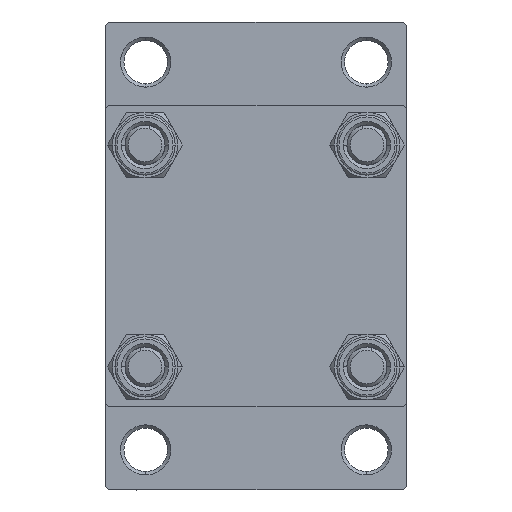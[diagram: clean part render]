
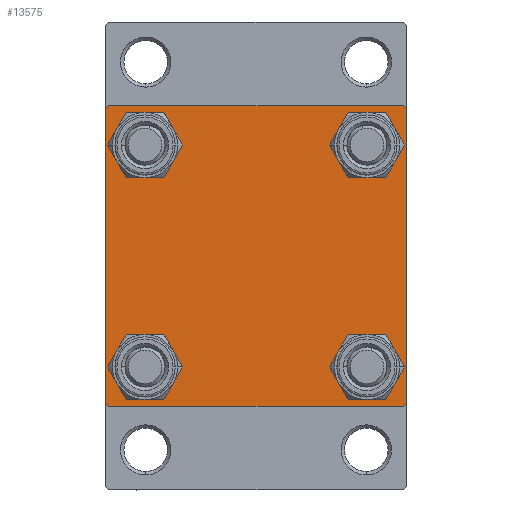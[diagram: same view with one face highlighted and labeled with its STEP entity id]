
A CAD part, left-side view. The second image highlights one B-rep face of the part: STEP entity #13575.
In plain terms, the highlighted planar face has unit normal (-1, 0, 0).
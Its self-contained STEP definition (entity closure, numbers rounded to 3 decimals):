
#135 = DIRECTION ( 'NONE',  ( 0., 0., -1. ) ) ;
#814 = CARTESIAN_POINT ( 'NONE',  ( 0., -16.6, -13.1 ) ) ;
#850 = DIRECTION ( 'NONE',  ( 0., 0., 1. ) ) ;
#925 = CARTESIAN_POINT ( 'NONE',  ( 0., -16.6, 16.6 ) ) ;
#1595 = CARTESIAN_POINT ( 'NONE',  ( 0., -22., 22.5 ) ) ;
#1607 = DIRECTION ( 'NONE',  ( 0., -1., 0. ) ) ;
#1626 = VERTEX_POINT ( 'NONE', #814 ) ;
#1832 = CARTESIAN_POINT ( 'NONE',  ( 0., -16.6, 13.1 ) ) ;
#1951 = DIRECTION ( 'NONE',  ( -1., 0., 0. ) ) ;
#2118 = ORIENTED_EDGE ( 'NONE', *, *, #24582, .T. ) ;
#2419 = FACE_BOUND ( 'NONE', #5379, .T. ) ;
#3109 = CIRCLE ( 'NONE', #42307, 3.5 ) ;
#3508 = CARTESIAN_POINT ( 'NONE',  ( 0., 16.6, -13.1 ) ) ;
#4092 = VERTEX_POINT ( 'NONE', #1832 ) ;
#4148 = ORIENTED_EDGE ( 'NONE', *, *, #26806, .T. ) ;
#4495 = VERTEX_POINT ( 'NONE', #24866 ) ;
#4774 = LINE ( 'NONE', #30738, #45436 ) ;
#4881 = VERTEX_POINT ( 'NONE', #7463 ) ;
#5379 = EDGE_LOOP ( 'NONE', ( #30429, #6452 ) ) ;
#5581 = EDGE_CURVE ( 'NONE', #4881, #31857, #32143, .T. ) ;
#5645 = CARTESIAN_POINT ( 'NONE',  ( 0., 16.6, -16.6 ) ) ;
#5668 = CARTESIAN_POINT ( 'NONE',  ( 0., 22.25, 22.25 ) ) ;
#6036 = FACE_BOUND ( 'NONE', #9929, .T. ) ;
#6258 = ORIENTED_EDGE ( 'NONE', *, *, #19103, .T. ) ;
#6452 = ORIENTED_EDGE ( 'NONE', *, *, #5581, .T. ) ;
#6770 = DIRECTION ( 'NONE',  ( 1., 0., 0. ) ) ;
#7371 = DIRECTION ( 'NONE',  ( 1., 0., 0. ) ) ;
#7463 = CARTESIAN_POINT ( 'NONE',  ( 0., 16.6, 13.1 ) ) ;
#8000 = DIRECTION ( 'NONE',  ( 0., 0., 1. ) ) ;
#8581 = CIRCLE ( 'NONE', #11660, 3.5 ) ;
#9074 = EDGE_CURVE ( 'NONE', #45920, #4092, #11521, .T. ) ;
#9323 = ORIENTED_EDGE ( 'NONE', *, *, #47546, .T. ) ;
#9425 = CARTESIAN_POINT ( 'NONE',  ( 0., 16.6, 16.6 ) ) ;
#9685 = ORIENTED_EDGE ( 'NONE', *, *, #37905, .T. ) ;
#9693 = VERTEX_POINT ( 'NONE', #30306 ) ;
#9733 = VECTOR ( 'NONE', #35551, 1000. ) ;
#9929 = EDGE_LOOP ( 'NONE', ( #2118, #31365 ) ) ;
#10025 = VECTOR ( 'NONE', #12618, 1000. ) ;
#10613 = EDGE_CURVE ( 'NONE', #1626, #15074, #3109, .T. ) ;
#10730 = CARTESIAN_POINT ( 'NONE',  ( 0., 22.5, 22.5 ) ) ;
#11386 = AXIS2_PLACEMENT_3D ( 'NONE', #15937, #30626, #8000 ) ;
#11439 = DIRECTION ( 'NONE',  ( 0., 0., 1. ) ) ;
#11521 = CIRCLE ( 'NONE', #46089, 3.5 ) ;
#11630 = EDGE_CURVE ( 'NONE', #45912, #17404, #39682, .T. ) ;
#11660 = AXIS2_PLACEMENT_3D ( 'NONE', #33106, #14576, #11439 ) ;
#12259 = AXIS2_PLACEMENT_3D ( 'NONE', #5645, #34283, #28009 ) ;
#12330 = LINE ( 'NONE', #42400, #16477 ) ;
#12618 = DIRECTION ( 'NONE',  ( 0., 0.707, 0.707 ) ) ;
#12939 = VERTEX_POINT ( 'NONE', #41539 ) ;
#13575 = ADVANCED_FACE ( 'NONE', ( #20004, #45516, #6036, #2419, #45992 ), #17100, .T. ) ;
#13863 = VECTOR ( 'NONE', #26781, 1000. ) ;
#14576 = DIRECTION ( 'NONE',  ( 1., 0., 0. ) ) ;
#15074 = VERTEX_POINT ( 'NONE', #32435 ) ;
#15162 = CARTESIAN_POINT ( 'NONE',  ( 0., -22.5, -22. ) ) ;
#15373 = CIRCLE ( 'NONE', #42279, 3.5 ) ;
#15474 = AXIS2_PLACEMENT_3D ( 'NONE', #9425, #22746, #38546 ) ;
#15847 = ORIENTED_EDGE ( 'NONE', *, *, #23231, .F. ) ;
#15937 = CARTESIAN_POINT ( 'NONE',  ( 0., 16.6, 16.6 ) ) ;
#16477 = VECTOR ( 'NONE', #46016, 1000. ) ;
#16480 = LINE ( 'NONE', #46312, #10025 ) ;
#16894 = CIRCLE ( 'NONE', #12259, 3.5 ) ;
#17100 = PLANE ( 'NONE',  #43170 ) ;
#17404 = VERTEX_POINT ( 'NONE', #1595 ) ;
#17704 = LINE ( 'NONE', #10730, #34002 ) ;
#17957 = VECTOR ( 'NONE', #23237, 1000. ) ;
#18869 = VERTEX_POINT ( 'NONE', #40145 ) ;
#19103 = EDGE_CURVE ( 'NONE', #21084, #12939, #17704, .T. ) ;
#19574 = CIRCLE ( 'NONE', #21088, 3.5 ) ;
#20004 = FACE_BOUND ( 'NONE', #38764, .T. ) ;
#20474 = DIRECTION ( 'NONE',  ( 0., 0., 1. ) ) ;
#20653 = ORIENTED_EDGE ( 'NONE', *, *, #9074, .T. ) ;
#21084 = VERTEX_POINT ( 'NONE', #44281 ) ;
#21088 = AXIS2_PLACEMENT_3D ( 'NONE', #29742, #7371, #850 ) ;
#21168 = CARTESIAN_POINT ( 'NONE',  ( 0., 22.5, 22.5 ) ) ;
#21385 = CARTESIAN_POINT ( 'NONE',  ( 0., 16.6, 20.1 ) ) ;
#22457 = LINE ( 'NONE', #37606, #13863 ) ;
#22746 = DIRECTION ( 'NONE',  ( 1., 0., 0. ) ) ;
#23231 = EDGE_CURVE ( 'NONE', #4495, #27224, #12330, .T. ) ;
#23237 = DIRECTION ( 'NONE',  ( 0., 0.707, -0.707 ) ) ;
#23302 = DIRECTION ( 'NONE',  ( 1., 0., 0. ) ) ;
#24185 = DIRECTION ( 'NONE',  ( 0., 0., 1. ) ) ;
#24582 = EDGE_CURVE ( 'NONE', #27620, #18869, #16894, .T. ) ;
#24866 = CARTESIAN_POINT ( 'NONE',  ( 0., -22.5, 22. ) ) ;
#25503 = DIRECTION ( 'NONE',  ( 0., 0., 1. ) ) ;
#26097 = EDGE_CURVE ( 'NONE', #18869, #27620, #15373, .T. ) ;
#26665 = EDGE_CURVE ( 'NONE', #4495, #17404, #16480, .T. ) ;
#26781 = DIRECTION ( 'NONE',  ( 0., -0.707, -0.707 ) ) ;
#26806 = EDGE_CURVE ( 'NONE', #12939, #37519, #22457, .T. ) ;
#27224 = VERTEX_POINT ( 'NONE', #15162 ) ;
#27620 = VERTEX_POINT ( 'NONE', #3508 ) ;
#28009 = DIRECTION ( 'NONE',  ( 0., 0., 1. ) ) ;
#28332 = EDGE_LOOP ( 'NONE', ( #6258, #4148, #45326, #9323, #15847, #32733, #35865, #9685 ) ) ;
#28382 = CARTESIAN_POINT ( 'NONE',  ( 0., 22., -22.5 ) ) ;
#28526 = ORIENTED_EDGE ( 'NONE', *, *, #39254, .T. ) ;
#29646 = EDGE_LOOP ( 'NONE', ( #46229, #47096 ) ) ;
#29742 = CARTESIAN_POINT ( 'NONE',  ( 0., -16.6, 16.6 ) ) ;
#30306 = CARTESIAN_POINT ( 'NONE',  ( 0., -22., -22.5 ) ) ;
#30429 = ORIENTED_EDGE ( 'NONE', *, *, #32218, .T. ) ;
#30626 = DIRECTION ( 'NONE',  ( 1., 0., 0. ) ) ;
#30738 = CARTESIAN_POINT ( 'NONE',  ( 0., 22.5, -22.5 ) ) ;
#31365 = ORIENTED_EDGE ( 'NONE', *, *, #26097, .T. ) ;
#31857 = VERTEX_POINT ( 'NONE', #21385 ) ;
#31990 = EDGE_CURVE ( 'NONE', #37519, #9693, #4774, .T. ) ;
#31995 = DIRECTION ( 'NONE',  ( 0., -1., 0. ) ) ;
#32043 = CARTESIAN_POINT ( 'NONE',  ( 0., 22., 22.5 ) ) ;
#32143 = CIRCLE ( 'NONE', #11386, 3.5 ) ;
#32218 = EDGE_CURVE ( 'NONE', #31857, #4881, #40072, .T. ) ;
#32435 = CARTESIAN_POINT ( 'NONE',  ( 0., -16.6, -20.1 ) ) ;
#32733 = ORIENTED_EDGE ( 'NONE', *, *, #26665, .T. ) ;
#32916 = EDGE_CURVE ( 'NONE', #15074, #1626, #8581, .T. ) ;
#33097 = VECTOR ( 'NONE', #31995, 1000. ) ;
#33106 = CARTESIAN_POINT ( 'NONE',  ( 0., -16.6, -16.6 ) ) ;
#34002 = VECTOR ( 'NONE', #135, 1000. ) ;
#34283 = DIRECTION ( 'NONE',  ( 1., 0., 0. ) ) ;
#35551 = DIRECTION ( 'NONE',  ( 0., -0.707, 0.707 ) ) ;
#35656 = CARTESIAN_POINT ( 'NONE',  ( 0., 16.6, -16.6 ) ) ;
#35865 = ORIENTED_EDGE ( 'NONE', *, *, #11630, .F. ) ;
#36579 = DIRECTION ( 'NONE',  ( 1., 0., 0. ) ) ;
#37519 = VERTEX_POINT ( 'NONE', #28382 ) ;
#37606 = CARTESIAN_POINT ( 'NONE',  ( 0., 22.25, -22.25 ) ) ;
#37905 = EDGE_CURVE ( 'NONE', #45912, #21084, #37916, .T. ) ;
#37916 = LINE ( 'NONE', #5668, #17957 ) ;
#38546 = DIRECTION ( 'NONE',  ( 0., 0., 1. ) ) ;
#38764 = EDGE_LOOP ( 'NONE', ( #20653, #28526 ) ) ;
#39254 = EDGE_CURVE ( 'NONE', #4092, #45920, #19574, .T. ) ;
#39257 = CARTESIAN_POINT ( 'NONE',  ( 0., -16.6, 20.1 ) ) ;
#39384 = CARTESIAN_POINT ( 'NONE',  ( 0., -22.25, -22.25 ) ) ;
#39682 = LINE ( 'NONE', #21168, #33097 ) ;
#40072 = CIRCLE ( 'NONE', #15474, 3.5 ) ;
#40145 = CARTESIAN_POINT ( 'NONE',  ( 0., 16.6, -20.1 ) ) ;
#40201 = DIRECTION ( 'NONE',  ( 0., 0., 1. ) ) ;
#41539 = CARTESIAN_POINT ( 'NONE',  ( 0., 22.5, -22. ) ) ;
#42137 = CARTESIAN_POINT ( 'NONE',  ( 0., 0., 0. ) ) ;
#42279 = AXIS2_PLACEMENT_3D ( 'NONE', #35656, #6770, #40201 ) ;
#42307 = AXIS2_PLACEMENT_3D ( 'NONE', #43797, #36579, #25503 ) ;
#42400 = CARTESIAN_POINT ( 'NONE',  ( 0., -22.5, 22.5 ) ) ;
#43170 = AXIS2_PLACEMENT_3D ( 'NONE', #42137, #1951, #20474 ) ;
#43797 = CARTESIAN_POINT ( 'NONE',  ( 0., -16.6, -16.6 ) ) ;
#44281 = CARTESIAN_POINT ( 'NONE',  ( 0., 22.5, 22. ) ) ;
#45326 = ORIENTED_EDGE ( 'NONE', *, *, #31990, .T. ) ;
#45436 = VECTOR ( 'NONE', #1607, 1000. ) ;
#45516 = FACE_BOUND ( 'NONE', #29646, .T. ) ;
#45912 = VERTEX_POINT ( 'NONE', #32043 ) ;
#45920 = VERTEX_POINT ( 'NONE', #39257 ) ;
#45992 = FACE_OUTER_BOUND ( 'NONE', #28332, .T. ) ;
#46016 = DIRECTION ( 'NONE',  ( 0., 0., -1. ) ) ;
#46089 = AXIS2_PLACEMENT_3D ( 'NONE', #925, #23302, #24185 ) ;
#46229 = ORIENTED_EDGE ( 'NONE', *, *, #10613, .T. ) ;
#46312 = CARTESIAN_POINT ( 'NONE',  ( 0., -22.25, 22.25 ) ) ;
#46378 = LINE ( 'NONE', #39384, #9733 ) ;
#47096 = ORIENTED_EDGE ( 'NONE', *, *, #32916, .T. ) ;
#47546 = EDGE_CURVE ( 'NONE', #9693, #27224, #46378, .T. ) ;
